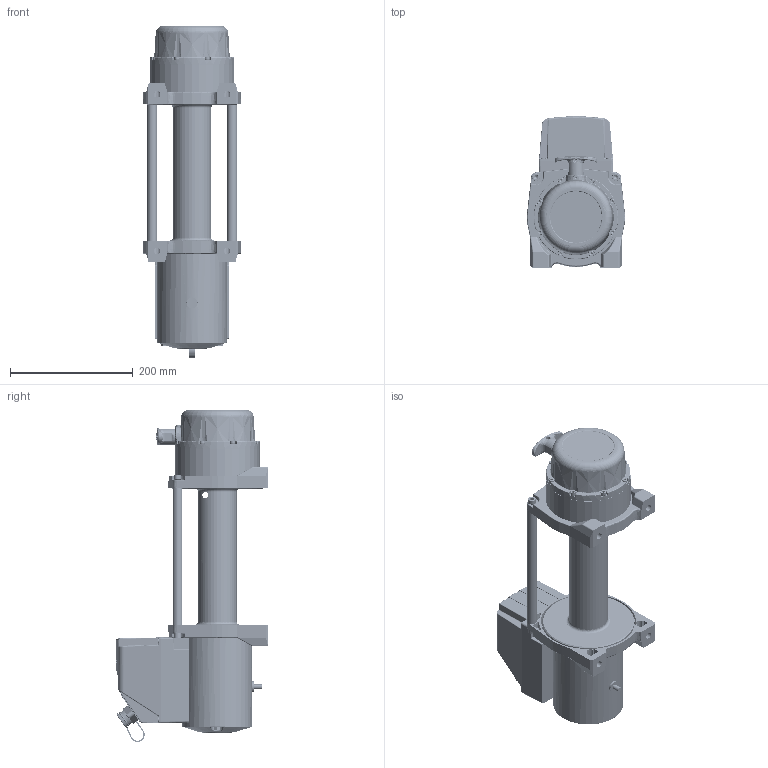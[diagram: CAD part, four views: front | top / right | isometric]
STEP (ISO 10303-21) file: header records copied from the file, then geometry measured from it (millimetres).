
FILE_DESCRIPTION(/* description */ (''),/* implementation_level */ '2;1');
FILE_NAME(/* name */ '649355_TigerShark-11500-SR_12V.stp',/* time_stamp */ '2023-06-12T08:33:37+02:00',/* author */ ('lang1ph'),/* organization */ (''),/* preprocessor_version */ 'ST-DEVELOPER v18.1',/* originating_system */ 'Autodesk Inventor 2022',/* authorisation */ '');
FILE_SCHEMA (('CONFIG_CONTROL_DESIGN'));
Products named in the file (1): 649115_TigerShark-9500_12V
Bounding box: 160 x 246.77 x 540.67 mm (x, y, z)
Volume: 3409142.9 mm3; surface area: 718352.8 mm2
Topology: 5 solids, 9 shells, 4687 faces, 13369 edges, 8652 vertices
Faces by surface type: cylinder 1814, bspline 1234, plane 1034, cone 272, torus 247, sphere 86
Full cylindrical faces by diameter (mm): 0.562 x1, 3.3 x1, 3.7 x10, 4 x2, 4.5 x10, 5 x22, 5.2 x8, 6 x15, 6.2 x2, 7.3 x1, 8 x11, 8.2 x4, 8.5 x8, 9 x4, 10 x2, 11 x4, 11.3 x1, 12.5 x8, 13 x2, 13.5 x1, 14.6 x1, 14.7 x1, 16 x2, 17.5 x1, 18 x1, 20 x1, 25 x2, 26.5 x1, 28 x1, 29 x1
Entity records: 567260 total; most frequent: CARTESIAN_POINT 452026, ORIENTED_EDGE 26114, DIRECTION 19482, EDGE_CURVE 13223, VERTEX_POINT 8622, AXIS2_PLACEMENT_3D 7975, B_SPLINE_CURVE_WITH_KNOTS 4976, EDGE_LOOP 4927
